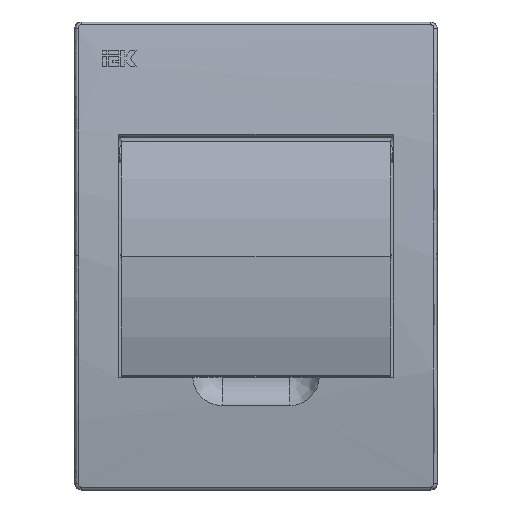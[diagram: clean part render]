
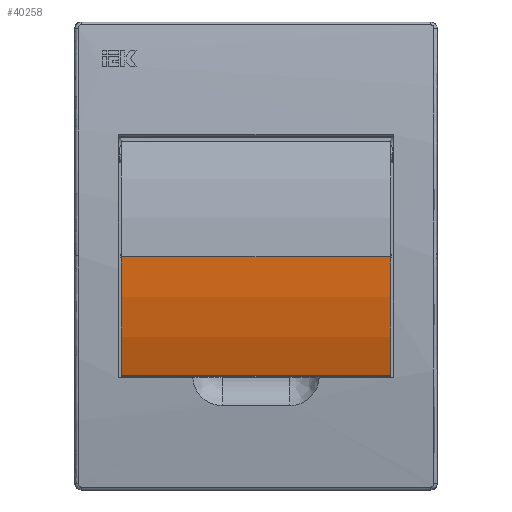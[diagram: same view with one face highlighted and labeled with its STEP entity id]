
A CAD part, top view. The second image highlights one B-rep face of the part: STEP entity #40258.
In plain terms, the highlighted cylindrical face has radius 164.613 mm (diameter 329.225 mm), a partial arc.
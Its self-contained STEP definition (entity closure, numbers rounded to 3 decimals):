
#127 = CARTESIAN_POINT ( 'NONE',  ( -63.93, -56.93, 76.026 ) ) ;
#3131 = VERTEX_POINT ( 'NONE', #8988 ) ;
#4644 = FACE_OUTER_BOUND ( 'NONE', #4981, .T. ) ;
#4981 = EDGE_LOOP ( 'NONE', ( #51752, #50559, #50227, #45501 ) ) ;
#5119 = EDGE_CURVE ( 'NONE', #48092, #52249, #6283, .T. ) ;
#6283 =( BOUNDED_CURVE ( )  B_SPLINE_CURVE ( 3, ( #51374, #47030, #12870, #127 ),
 .UNSPECIFIED., .F., .T. ) 
 B_SPLINE_CURVE_WITH_KNOTS ( ( 4, 4 ),
 ( 3.142, 3.491 ),
 .UNSPECIFIED. ) 
 CURVE ( )  GEOMETRIC_REPRESENTATION_ITEM ( )  RATIONAL_B_SPLINE_CURVE ( ( 1., 0.99, 0.99, 1. ) ) 
 REPRESENTATION_ITEM ( '' )  );
#8988 = CARTESIAN_POINT ( 'NONE',  ( 63.756, -0.5, 86. ) ) ;
#10379 = EDGE_CURVE ( 'NONE', #52249, #15635, #23666, .T. ) ;
#10438 = DIRECTION ( 'NONE',  ( -1., 0., 0. ) ) ;
#11440 = EDGE_CURVE ( 'NONE', #3131, #48092, #48241, .T. ) ;
#12147 = CARTESIAN_POINT ( 'NONE',  ( 63.93, -56.93, 76.026 ) ) ;
#12870 = CARTESIAN_POINT ( 'NONE',  ( -63.814, -38.801, 82.641 ) ) ;
#15635 = VERTEX_POINT ( 'NONE', #16004 ) ;
#16004 = CARTESIAN_POINT ( 'NONE',  ( 63.93, -56.93, 76.026 ) ) ;
#16453 = CARTESIAN_POINT ( 'NONE',  ( 63.814, -38.801, 82.641 ) ) ;
#16464 = CARTESIAN_POINT ( 'NONE',  ( 64., -0.5, 86. ) ) ;
#18185 = VECTOR ( 'NONE', #46337, 1000. ) ;
#20755 = CARTESIAN_POINT ( 'NONE',  ( 63.756, -0.5, 86. ) ) ;
#22525 = CARTESIAN_POINT ( 'NONE',  ( -63.756, -0.5, 86. ) ) ;
#23327 = DIRECTION ( 'NONE',  ( 0., 0., 1. ) ) ;
#23666 = LINE ( 'NONE', #41640, #43688 ) ;
#24539 =( BOUNDED_CURVE ( )  B_SPLINE_CURVE ( 3, ( #12147, #16453, #46324, #20755 ),
 .UNSPECIFIED., .F., .T. ) 
 B_SPLINE_CURVE_WITH_KNOTS ( ( 4, 4 ),
 ( 5.933, 6.283 ),
 .UNSPECIFIED. ) 
 CURVE ( )  GEOMETRIC_REPRESENTATION_ITEM ( )  RATIONAL_B_SPLINE_CURVE ( ( 1., 0.99, 0.99, 1. ) ) 
 REPRESENTATION_ITEM ( '' )  );
#28509 = AXIS2_PLACEMENT_3D ( 'NONE', #48916, #10438, #23327 ) ;
#33223 = DIRECTION ( 'NONE',  ( 1., 0., 0. ) ) ;
#37426 = CYLINDRICAL_SURFACE ( 'NONE', #28509, 164.612 ) ;
#39957 = EDGE_CURVE ( 'NONE', #15635, #3131, #24539, .T. ) ;
#40258 = ADVANCED_FACE ( 'NONE', ( #4644 ), #37426, .T. ) ;
#41117 = CARTESIAN_POINT ( 'NONE',  ( -63.93, -56.93, 76.026 ) ) ;
#41640 = CARTESIAN_POINT ( 'NONE',  ( 64., -56.93, 76.026 ) ) ;
#43688 = VECTOR ( 'NONE', #33223, 1000. ) ;
#45501 = ORIENTED_EDGE ( 'NONE', *, *, #10379, .T. ) ;
#46324 = CARTESIAN_POINT ( 'NONE',  ( 63.756, -19.798, 86. ) ) ;
#46337 = DIRECTION ( 'NONE',  ( -1., 0., 0. ) ) ;
#47030 = CARTESIAN_POINT ( 'NONE',  ( -63.756, -19.798, 86. ) ) ;
#48092 = VERTEX_POINT ( 'NONE', #22525 ) ;
#48241 = LINE ( 'NONE', #16464, #18185 ) ;
#48916 = CARTESIAN_POINT ( 'NONE',  ( 64., -0.5, -78.612 ) ) ;
#50227 = ORIENTED_EDGE ( 'NONE', *, *, #5119, .T. ) ;
#50559 = ORIENTED_EDGE ( 'NONE', *, *, #11440, .T. ) ;
#51374 = CARTESIAN_POINT ( 'NONE',  ( -63.756, -0.5, 86. ) ) ;
#51752 = ORIENTED_EDGE ( 'NONE', *, *, #39957, .T. ) ;
#52249 = VERTEX_POINT ( 'NONE', #41117 ) ;
